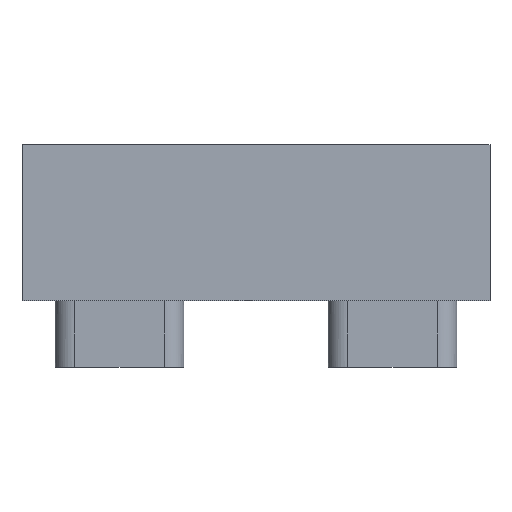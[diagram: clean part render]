
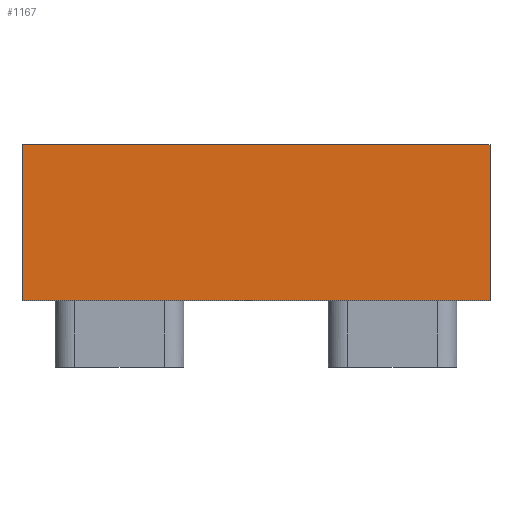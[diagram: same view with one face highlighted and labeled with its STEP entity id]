
A CAD part, front view. The second image highlights one B-rep face of the part: STEP entity #1167.
In plain terms, the highlighted free-form (B-spline) face has degree [1, 1] with [2, 2] control points.
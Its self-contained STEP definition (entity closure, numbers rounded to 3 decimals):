
#1132=(
BOUNDED_SURFACE()
B_SPLINE_SURFACE(1,1,((#1133,#1134),(#1135,#1136)),.UNSPECIFIED.,.F.,.F.,.F.)
B_SPLINE_SURFACE_WITH_KNOTS((2,2),(2,2),(0.000,1.000),(0.000,1.000),.UNSPECIFIED.)
GEOMETRIC_REPRESENTATION_ITEM()
RATIONAL_B_SPLINE_SURFACE(((1.,1.),(1.,1.)))
REPRESENTATION_ITEM('')
SURFACE()
);
#1133=CARTESIAN_POINT('',(0.3,-0.3,0.2));
#1134=CARTESIAN_POINT('',(0.3,-0.3,0.));
#1135=CARTESIAN_POINT('',(-0.3,-0.3,0.2));
#1136=CARTESIAN_POINT('',(-0.3,-0.3,0.));
#1137=CARTESIAN_POINT('',(0.3,-0.3,0.2));
#1138=VERTEX_POINT('',#1137);
#1139=(
BOUNDED_CURVE()
B_SPLINE_CURVE(1,(#1140,#1141),.UNSPECIFIED.,.F.,.F.)
B_SPLINE_CURVE_WITH_KNOTS((2,2),(0.000,1.000),.UNSPECIFIED.)
CURVE()
GEOMETRIC_REPRESENTATION_ITEM()
RATIONAL_B_SPLINE_CURVE((1.,1.))
REPRESENTATION_ITEM('')
);
#1140=CARTESIAN_POINT('',(0.3,-0.3,0.2));
#1141=CARTESIAN_POINT('',(0.3,-0.3,0.));
#1142=CARTESIAN_POINT('',(0.3,-0.3,0.));
#1143=VERTEX_POINT('',#1142);
#1144=EDGE_CURVE('',#1138,#1143,#1139,.T.);
#1145=ORIENTED_EDGE('',*,*,#1144,.T.);
#1146=(
BOUNDED_CURVE()
B_SPLINE_CURVE(1,(#1147,#1148),.UNSPECIFIED.,.F.,.F.)
B_SPLINE_CURVE_WITH_KNOTS((2,2),(0.000,1.000),.UNSPECIFIED.)
CURVE()
GEOMETRIC_REPRESENTATION_ITEM()
RATIONAL_B_SPLINE_CURVE((1.,1.))
REPRESENTATION_ITEM('')
);
#1147=CARTESIAN_POINT('',(0.3,-0.3,0.));
#1148=CARTESIAN_POINT('',(-0.3,-0.3,0.));
#1149=CARTESIAN_POINT('',(-0.3,-0.3,0.));
#1150=VERTEX_POINT('',#1149);
#1151=EDGE_CURVE('',#1143,#1150,#1146,.T.);
#1152=ORIENTED_EDGE('',*,*,#1151,.T.);
#1153=(
BOUNDED_CURVE()
B_SPLINE_CURVE(1,(#1154,#1155),.UNSPECIFIED.,.F.,.F.)
B_SPLINE_CURVE_WITH_KNOTS((2,2),(0.000,1.000),.UNSPECIFIED.)
CURVE()
GEOMETRIC_REPRESENTATION_ITEM()
RATIONAL_B_SPLINE_CURVE((1.,1.))
REPRESENTATION_ITEM('')
);
#1154=CARTESIAN_POINT('',(-0.3,-0.3,0.));
#1155=CARTESIAN_POINT('',(-0.3,-0.3,0.2));
#1156=CARTESIAN_POINT('',(-0.3,-0.3,0.2));
#1157=VERTEX_POINT('',#1156);
#1158=EDGE_CURVE('',#1150,#1157,#1153,.T.);
#1159=ORIENTED_EDGE('',*,*,#1158,.T.);
#1160=(
BOUNDED_CURVE()
B_SPLINE_CURVE(1,(#1161,#1162),.UNSPECIFIED.,.F.,.F.)
B_SPLINE_CURVE_WITH_KNOTS((2,2),(0.000,1.000),.UNSPECIFIED.)
CURVE()
GEOMETRIC_REPRESENTATION_ITEM()
RATIONAL_B_SPLINE_CURVE((1.,1.))
REPRESENTATION_ITEM('')
);
#1161=CARTESIAN_POINT('',(-0.3,-0.3,0.2));
#1162=CARTESIAN_POINT('',(0.3,-0.3,0.2));
#1163=EDGE_CURVE('',#1157,#1138,#1160,.T.);
#1164=ORIENTED_EDGE('',*,*,#1163,.T.);
#1165=EDGE_LOOP('',(#1145,#1152,#1159,#1164));
#1166=FACE_OUTER_BOUND('',#1165,.T.);
#1167=ADVANCED_FACE('',(#1166),#1132,.T.);
